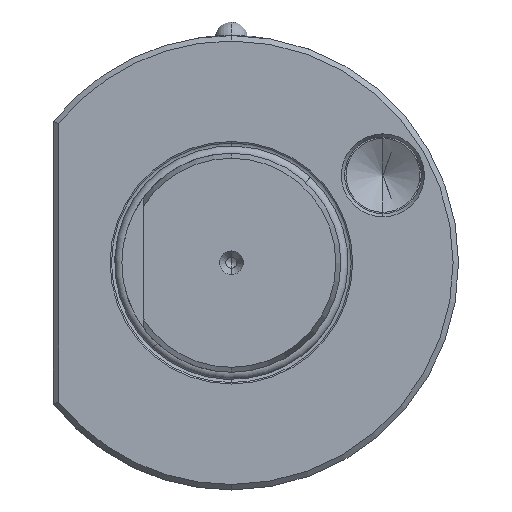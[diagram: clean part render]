
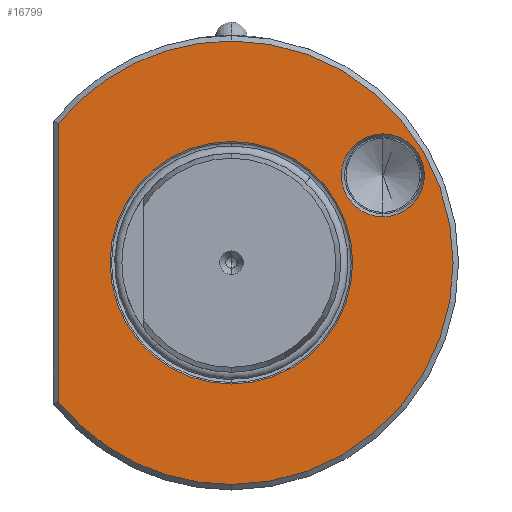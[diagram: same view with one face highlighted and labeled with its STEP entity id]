
A CAD part, left-side view. The second image highlights one B-rep face of the part: STEP entity #16799.
In plain terms, the highlighted planar face has unit normal (-1, 0, 0).
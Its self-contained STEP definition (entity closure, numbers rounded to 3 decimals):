
#11824 = VERTEX_POINT ( 'NONE', #41232 ) ;
#11840 = VERTEX_POINT ( 'NONE', #41286 ) ;
#12045 = VERTEX_POINT ( 'NONE', #41251 ) ;
#12060 = VERTEX_POINT ( 'NONE', #41259 ) ;
#12096 = VERTEX_POINT ( 'NONE', #41329 ) ;
#12247 = VERTEX_POINT ( 'NONE', #41405 ) ;
#12445 = VERTEX_POINT ( 'NONE', #41451 ) ;
#12582 = VERTEX_POINT ( 'NONE', #41515 ) ;
#14372 = CARTESIAN_POINT ( 'NONE',  ( 2., 20., 0. ) ) ;
#14387 = PLANE ( 'NONE',  #35654 ) ;
#14399 = DIRECTION ( 'NONE',  ( 0., 0., -1. ) ) ;
#14430 = DIRECTION ( 'NONE',  ( 1., 0., 0. ) ) ;
#14794 = EDGE_LOOP ( 'NONE', ( #32548, #32472 ) ) ;
#14842 = EDGE_LOOP ( 'NONE', ( #32449, #32460 ) ) ;
#14857 = EDGE_LOOP ( 'NONE', ( #32468, #32528, #32537, #32505 ) ) ;
#16083 = FACE_BOUND ( 'NONE', #14794, .T. ) ;
#16086 = FACE_BOUND ( 'NONE', #14842, .T. ) ;
#16131 = FACE_OUTER_BOUND ( 'NONE', #14857, .T. ) ;
#16799 = ADVANCED_FACE ( 'NONE', ( #16086, #16083, #16131 ), #14387, .F. ) ;
#21826 = EDGE_CURVE ( 'NONE', #12445, #12247, #24850, .T. ) ;
#21833 = EDGE_CURVE ( 'NONE', #12045, #12582, #24872, .T. ) ;
#21857 = EDGE_CURVE ( 'NONE', #12060, #12582, #24868, .T. ) ;
#21861 = EDGE_CURVE ( 'NONE', #11824, #11840, #24869, .T. ) ;
#23380 = EDGE_CURVE ( 'NONE', #12247, #12445, #25300, .T. ) ;
#23426 = EDGE_CURVE ( 'NONE', #11840, #11824, #24396, .T. ) ;
#23453 = EDGE_CURVE ( 'NONE', #12045, #12096, #24420, .T. ) ;
#24396 = CIRCLE ( 'NONE', #35934, 22.15 ) ;
#24420 = CIRCLE ( 'NONE', #35498, 40.5 ) ;
#24757 = CIRCLE ( 'NONE', #35627, 40.5 ) ;
#24850 = CIRCLE ( 'NONE', #35786, 7.577 ) ;
#24864 = VECTOR ( 'NONE', #44503, 1000. ) ;
#24868 = CIRCLE ( 'NONE', #35832, 40.5 ) ;
#24869 = CIRCLE ( 'NONE', #35837, 22.15 ) ;
#24872 = LINE ( 'NONE', #44493, #24864 ) ;
#25300 = CIRCLE ( 'NONE', #35924, 7.577 ) ;
#29616 = CARTESIAN_POINT ( 'NONE',  ( 2., 0., 0. ) ) ;
#29618 = DIRECTION ( 'NONE',  ( 1., 0., 0. ) ) ;
#29645 = DIRECTION ( 'NONE',  ( 0., 0., -1. ) ) ;
#32449 = ORIENTED_EDGE ( 'NONE', *, *, #23426, .T. ) ;
#32460 = ORIENTED_EDGE ( 'NONE', *, *, #21861, .T. ) ;
#32468 = ORIENTED_EDGE ( 'NONE', *, *, #23453, .F. ) ;
#32472 = ORIENTED_EDGE ( 'NONE', *, *, #21826, .T. ) ;
#32505 = ORIENTED_EDGE ( 'NONE', *, *, #41804, .F. ) ;
#32528 = ORIENTED_EDGE ( 'NONE', *, *, #21833, .T. ) ;
#32537 = ORIENTED_EDGE ( 'NONE', *, *, #21857, .F. ) ;
#32548 = ORIENTED_EDGE ( 'NONE', *, *, #23380, .T. ) ;
#35498 = AXIS2_PLACEMENT_3D ( 'NONE', #39388, #39418, #39420 ) ;
#35627 = AXIS2_PLACEMENT_3D ( 'NONE', #29616, #29618, #29645 ) ;
#35654 = AXIS2_PLACEMENT_3D ( 'NONE', #14372, #14430, #14399 ) ;
#35786 = AXIS2_PLACEMENT_3D ( 'NONE', #44499, #44504, #44491 ) ;
#35832 = AXIS2_PLACEMENT_3D ( 'NONE', #44587, #44571, #44568 ) ;
#35837 = AXIS2_PLACEMENT_3D ( 'NONE', #44596, #44573, #44595 ) ;
#35924 = AXIS2_PLACEMENT_3D ( 'NONE', #39069, #39064, #39074 ) ;
#35934 = AXIS2_PLACEMENT_3D ( 'NONE', #39267, #39275, #39263 ) ;
#39064 = DIRECTION ( 'NONE',  ( 1., 0., 0. ) ) ;
#39069 = CARTESIAN_POINT ( 'NONE',  ( 2., -27.68, 15.97 ) ) ;
#39074 = DIRECTION ( 'NONE',  ( 0., 0., -1. ) ) ;
#39263 = DIRECTION ( 'NONE',  ( 0., 0., -1. ) ) ;
#39267 = CARTESIAN_POINT ( 'NONE',  ( 2., 0., 0. ) ) ;
#39275 = DIRECTION ( 'NONE',  ( 1., 0., 0. ) ) ;
#39388 = CARTESIAN_POINT ( 'NONE',  ( 2., 0., 0. ) ) ;
#39418 = DIRECTION ( 'NONE',  ( 1., 0., 0. ) ) ;
#39420 = DIRECTION ( 'NONE',  ( 0., 0., -1. ) ) ;
#41232 = CARTESIAN_POINT ( 'NONE',  ( 2., 0., -22.15 ) ) ;
#41251 = CARTESIAN_POINT ( 'NONE',  ( 2., 31.5, 25.456 ) ) ;
#41259 = CARTESIAN_POINT ( 'NONE',  ( 2., 0., -40.5 ) ) ;
#41286 = CARTESIAN_POINT ( 'NONE',  ( 2., 0., 22.15 ) ) ;
#41329 = CARTESIAN_POINT ( 'NONE',  ( 2., 0., 40.5 ) ) ;
#41405 = CARTESIAN_POINT ( 'NONE',  ( 2., -27.68, 23.547 ) ) ;
#41451 = CARTESIAN_POINT ( 'NONE',  ( 2., -27.68, 8.393 ) ) ;
#41515 = CARTESIAN_POINT ( 'NONE',  ( 2., 31.5, -25.456 ) ) ;
#41804 = EDGE_CURVE ( 'NONE', #12096, #12060, #24757, .T. ) ;
#44491 = DIRECTION ( 'NONE',  ( 0., 0., -1. ) ) ;
#44493 = CARTESIAN_POINT ( 'NONE',  ( 2., 31.5, -24.166 ) ) ;
#44499 = CARTESIAN_POINT ( 'NONE',  ( 2., -27.68, 15.97 ) ) ;
#44503 = DIRECTION ( 'NONE',  ( 0., 0., -1. ) ) ;
#44504 = DIRECTION ( 'NONE',  ( 1., 0., 0. ) ) ;
#44568 = DIRECTION ( 'NONE',  ( 0., 0., -1. ) ) ;
#44571 = DIRECTION ( 'NONE',  ( 1., 0., 0. ) ) ;
#44573 = DIRECTION ( 'NONE',  ( 1., 0., 0. ) ) ;
#44587 = CARTESIAN_POINT ( 'NONE',  ( 2., 0., 0. ) ) ;
#44595 = DIRECTION ( 'NONE',  ( 0., 0., -1. ) ) ;
#44596 = CARTESIAN_POINT ( 'NONE',  ( 2., 0., 0. ) ) ;
